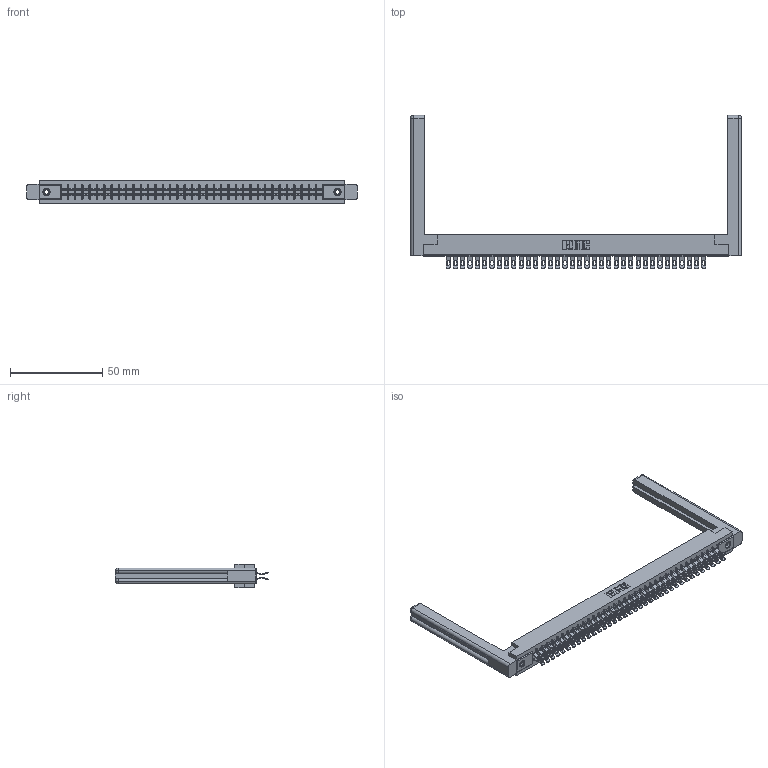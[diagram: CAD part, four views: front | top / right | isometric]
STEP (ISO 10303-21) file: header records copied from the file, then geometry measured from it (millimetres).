
FILE_DESCRIPTION (( 'STEP AP203' ), '1' );
FILE_NAME ('305-072-555-558.STEP', '2019-09-10T06:26:42', ( '' ), ( '' ), 'SwSTEP 2.0', 'SolidWorks 2016', '' );
FILE_SCHEMA (( 'CONFIG_CONTROL_DESIGN' ));
Length unit declared in the file: inch
Products named in the file (5): 307-220-058; 305-072-555-558; 345-250-001_345-250-001-102; 305 Part_.156 Dia; 305-290-001_555
Assembly tree (77 placements, depth 2):
  305-072-555-558
    305 Part_.156 Dia
    305-290-001_555  x72
    345-250-001_345-250-001-102  x2
    307-220-058  x2
Bounding box: 179.27 x 83.06 x 12.7 mm (x, y, z)
Volume: 25538 mm3; surface area: 30259 mm2
Topology: 77 solids, 77 shells, 5010 faces, 14890 edges, 9720 vertices
Faces by surface type: plane 2456, cylinder 2386, sphere 144, cone 12, torus 12
Entity records: 42966 total; most frequent: CARTESIAN_POINT 7143, ORIENTED_EDGE 7022, DIRECTION 6871, EDGE_CURVE 3511, LINE 2803, VECTOR 2803, VERTEX_POINT 2236, AXIS2_PLACEMENT_3D 2034
